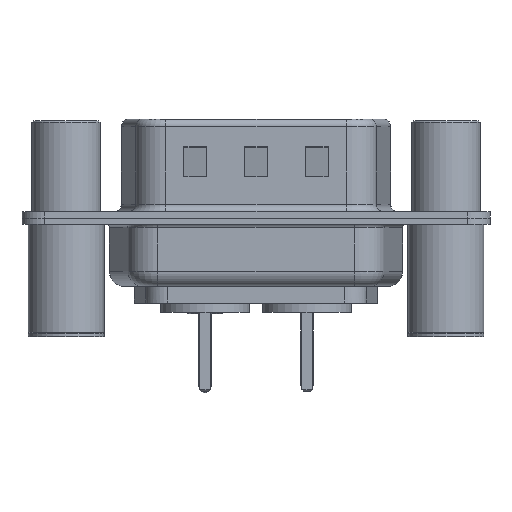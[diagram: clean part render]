
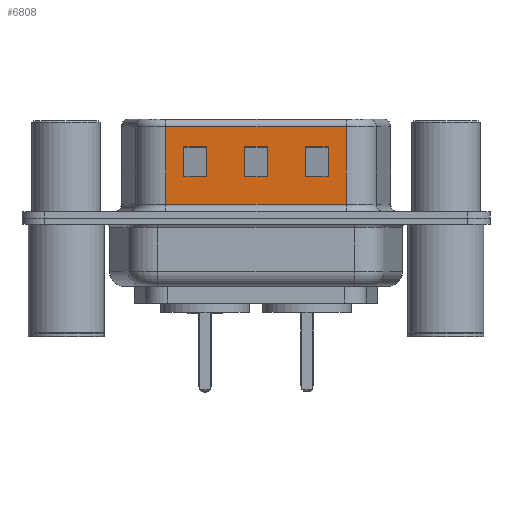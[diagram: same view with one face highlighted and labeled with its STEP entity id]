
A CAD part, front view. The second image highlights one B-rep face of the part: STEP entity #6808.
In plain terms, the highlighted planar face has unit normal (0, -1, 0).
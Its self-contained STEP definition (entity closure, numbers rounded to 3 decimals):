
#86 = DIRECTION ( 'NONE',  ( 0., 0., -1. ) ) ;
#155 = VECTOR ( 'NONE', #11450, 1000. ) ;
#192 = VECTOR ( 'NONE', #13614, 1000. ) ;
#279 = VECTOR ( 'NONE', #8599, 1000. ) ;
#353 = EDGE_LOOP ( 'NONE', ( #5965, #18063, #11352, #6112 ) ) ;
#490 = EDGE_CURVE ( 'NONE', #13816, #3742, #4716, .T. ) ;
#597 = CARTESIAN_POINT ( 'NONE',  ( 17.25, -4.58, 6.52 ) ) ;
#642 = VERTEX_POINT ( 'NONE', #19334 ) ;
#742 = AXIS2_PLACEMENT_3D ( 'NONE', #4331, #16761, #7506 ) ;
#766 = CARTESIAN_POINT ( 'NONE',  ( 9.25, -4.58, 6.52 ) ) ;
#983 = VERTEX_POINT ( 'NONE', #6641 ) ;
#1064 = CARTESIAN_POINT ( 'NONE',  ( 11.75, -4.58, 4.705 ) ) ;
#1164 = CARTESIAN_POINT ( 'NONE',  ( 11.75, -4.58, 2.705 ) ) ;
#1231 = CARTESIAN_POINT ( 'NONE',  ( 6.55, -4.58, 6.52 ) ) ;
#1532 = ORIENTED_EDGE ( 'NONE', *, *, #5165, .T. ) ;
#1665 = CARTESIAN_POINT ( 'NONE',  ( 18.45, -4.58, 6.52 ) ) ;
#2014 = EDGE_LOOP ( 'NONE', ( #5860, #9714, #19448, #15322 ) ) ;
#2071 = EDGE_CURVE ( 'NONE', #13287, #8374, #8521, .T. ) ;
#2184 = CARTESIAN_POINT ( 'NONE',  ( 18.45, -4.58, 0.9 ) ) ;
#2889 = LINE ( 'NONE', #14308, #10655 ) ;
#3148 = DIRECTION ( 'NONE',  ( 0., 0., 1. ) ) ;
#3323 = LINE ( 'NONE', #7764, #19308 ) ;
#3476 = LINE ( 'NONE', #1231, #19456 ) ;
#3511 = EDGE_CURVE ( 'NONE', #14714, #642, #19627, .T. ) ;
#3655 = EDGE_LOOP ( 'NONE', ( #3781, #18954, #9611, #9164 ) ) ;
#3742 = VERTEX_POINT ( 'NONE', #1164 ) ;
#3781 = ORIENTED_EDGE ( 'NONE', *, *, #19862, .T. ) ;
#4322 = FACE_BOUND ( 'NONE', #3655, .T. ) ;
#4331 = CARTESIAN_POINT ( 'NONE',  ( 18.45, -4.58, 6.52 ) ) ;
#4372 = LINE ( 'NONE', #597, #155 ) ;
#4716 = LINE ( 'NONE', #15591, #17018 ) ;
#4774 = EDGE_CURVE ( 'NONE', #13965, #9874, #16019, .T. ) ;
#4905 = EDGE_CURVE ( 'NONE', #983, #13965, #14581, .T. ) ;
#5031 = VECTOR ( 'NONE', #11562, 1000. ) ;
#5165 = EDGE_CURVE ( 'NONE', #642, #13287, #2889, .T. ) ;
#5314 = CARTESIAN_POINT ( 'NONE',  ( 13.25, -4.58, 4.705 ) ) ;
#5355 = FACE_BOUND ( 'NONE', #353, .T. ) ;
#5860 = ORIENTED_EDGE ( 'NONE', *, *, #7903, .F. ) ;
#5962 = VERTEX_POINT ( 'NONE', #10390 ) ;
#5965 = ORIENTED_EDGE ( 'NONE', *, *, #13486, .T. ) ;
#6099 = DIRECTION ( 'NONE',  ( -1., 0., 0. ) ) ;
#6112 = ORIENTED_EDGE ( 'NONE', *, *, #6327, .T. ) ;
#6312 = CARTESIAN_POINT ( 'NONE',  ( 15.75, -4.58, 6.52 ) ) ;
#6327 = EDGE_CURVE ( 'NONE', #3742, #16016, #3323, .T. ) ;
#6337 = CARTESIAN_POINT ( 'NONE',  ( 13.25, -4.58, 6.52 ) ) ;
#6366 = VERTEX_POINT ( 'NONE', #12516 ) ;
#6487 = VECTOR ( 'NONE', #86, 1000. ) ;
#6641 = CARTESIAN_POINT ( 'NONE',  ( 17.25, -4.58, 2.705 ) ) ;
#6792 = CARTESIAN_POINT ( 'NONE',  ( 6.55, -4.58, 6.02 ) ) ;
#6808 = ADVANCED_FACE ( 'NONE', ( #16193, #4322, #5355, #7922 ), #13675, .F. ) ;
#6823 = DIRECTION ( 'NONE',  ( 0., 0., 1. ) ) ;
#6896 = LINE ( 'NONE', #7193, #18678 ) ;
#7068 = DIRECTION ( 'NONE',  ( -1., 0., 0. ) ) ;
#7193 = CARTESIAN_POINT ( 'NONE',  ( 14.45, -4.58, 2.705 ) ) ;
#7408 = VECTOR ( 'NONE', #7820, 1000. ) ;
#7506 = DIRECTION ( 'NONE',  ( 0., 0., 1. ) ) ;
#7764 = CARTESIAN_POINT ( 'NONE',  ( 11.75, -4.58, 6.52 ) ) ;
#7820 = DIRECTION ( 'NONE',  ( 0., 0., -1. ) ) ;
#7903 = EDGE_CURVE ( 'NONE', #5962, #11062, #10562, .T. ) ;
#7922 = FACE_OUTER_BOUND ( 'NONE', #2014, .T. ) ;
#8197 = CARTESIAN_POINT ( 'NONE',  ( 7.75, -4.58, 6.52 ) ) ;
#8374 = VERTEX_POINT ( 'NONE', #13600 ) ;
#8490 = VERTEX_POINT ( 'NONE', #9307 ) ;
#8521 = LINE ( 'NONE', #766, #192 ) ;
#8599 = DIRECTION ( 'NONE',  ( 1., 0., 0. ) ) ;
#8945 = DIRECTION ( 'NONE',  ( -1., 0., 0. ) ) ;
#9050 = EDGE_CURVE ( 'NONE', #8490, #11062, #11750, .T. ) ;
#9109 = LINE ( 'NONE', #10030, #5031 ) ;
#9164 = ORIENTED_EDGE ( 'NONE', *, *, #15039, .T. ) ;
#9165 = DIRECTION ( 'NONE',  ( 0., 0., 1. ) ) ;
#9307 = CARTESIAN_POINT ( 'NONE',  ( 6.55, -4.58, 0.9 ) ) ;
#9611 = ORIENTED_EDGE ( 'NONE', *, *, #4774, .T. ) ;
#9671 = DIRECTION ( 'NONE',  ( 1., 0., 0. ) ) ;
#9714 = ORIENTED_EDGE ( 'NONE', *, *, #12204, .T. ) ;
#9874 = VERTEX_POINT ( 'NONE', #18008 ) ;
#9953 = VECTOR ( 'NONE', #6099, 1000. ) ;
#10030 = CARTESIAN_POINT ( 'NONE',  ( 18.45, -4.58, 4.705 ) ) ;
#10390 = CARTESIAN_POINT ( 'NONE',  ( 18.45, -4.58, 6.02 ) ) ;
#10562 = LINE ( 'NONE', #1665, #6487 ) ;
#10596 = VECTOR ( 'NONE', #8945, 1000. ) ;
#10655 = VECTOR ( 'NONE', #9671, 1000. ) ;
#11062 = VERTEX_POINT ( 'NONE', #2184 ) ;
#11068 = LINE ( 'NONE', #19648, #10596 ) ;
#11094 = DIRECTION ( 'NONE',  ( 1., 0., 0. ) ) ;
#11352 = ORIENTED_EDGE ( 'NONE', *, *, #490, .T. ) ;
#11450 = DIRECTION ( 'NONE',  ( 0., 0., -1. ) ) ;
#11562 = DIRECTION ( 'NONE',  ( 1., 0., 0. ) ) ;
#11750 = LINE ( 'NONE', #17318, #15906 ) ;
#12204 = EDGE_CURVE ( 'NONE', #5962, #17038, #11068, .T. ) ;
#12348 = VECTOR ( 'NONE', #6823, 1000. ) ;
#12377 = CARTESIAN_POINT ( 'NONE',  ( 7.75, -4.58, 2.705 ) ) ;
#12516 = CARTESIAN_POINT ( 'NONE',  ( 17.25, -4.58, 4.705 ) ) ;
#13287 = VERTEX_POINT ( 'NONE', #17322 ) ;
#13486 = EDGE_CURVE ( 'NONE', #16016, #17963, #9109, .T. ) ;
#13600 = CARTESIAN_POINT ( 'NONE',  ( 9.25, -4.58, 2.705 ) ) ;
#13614 = DIRECTION ( 'NONE',  ( 0., 0., -1. ) ) ;
#13675 = PLANE ( 'NONE',  #742 ) ;
#13816 = VERTEX_POINT ( 'NONE', #16900 ) ;
#13902 = EDGE_CURVE ( 'NONE', #17963, #13816, #19708, .T. ) ;
#13965 = VERTEX_POINT ( 'NONE', #15700 ) ;
#14138 = ORIENTED_EDGE ( 'NONE', *, *, #16504, .T. ) ;
#14205 = EDGE_CURVE ( 'NONE', #17038, #8490, #3476, .T. ) ;
#14308 = CARTESIAN_POINT ( 'NONE',  ( 14.45, -4.58, 4.705 ) ) ;
#14581 = LINE ( 'NONE', #15325, #9953 ) ;
#14714 = VERTEX_POINT ( 'NONE', #12377 ) ;
#15039 = EDGE_CURVE ( 'NONE', #9874, #6366, #16821, .T. ) ;
#15322 = ORIENTED_EDGE ( 'NONE', *, *, #9050, .T. ) ;
#15325 = CARTESIAN_POINT ( 'NONE',  ( 22.45, -4.58, 2.705 ) ) ;
#15563 = VECTOR ( 'NONE', #9165, 1000. ) ;
#15591 = CARTESIAN_POINT ( 'NONE',  ( 18.45, -4.58, 2.705 ) ) ;
#15700 = CARTESIAN_POINT ( 'NONE',  ( 15.75, -4.58, 2.705 ) ) ;
#15906 = VECTOR ( 'NONE', #11094, 1000. ) ;
#16016 = VERTEX_POINT ( 'NONE', #1064 ) ;
#16019 = LINE ( 'NONE', #6312, #12348 ) ;
#16193 = FACE_BOUND ( 'NONE', #19010, .T. ) ;
#16504 = EDGE_CURVE ( 'NONE', #8374, #14714, #6896, .T. ) ;
#16747 = DIRECTION ( 'NONE',  ( 0., 0., -1. ) ) ;
#16761 = DIRECTION ( 'NONE',  ( 0., 1., 0. ) ) ;
#16821 = LINE ( 'NONE', #17833, #279 ) ;
#16900 = CARTESIAN_POINT ( 'NONE',  ( 13.25, -4.58, 2.705 ) ) ;
#17018 = VECTOR ( 'NONE', #17759, 1000. ) ;
#17038 = VERTEX_POINT ( 'NONE', #6792 ) ;
#17214 = ORIENTED_EDGE ( 'NONE', *, *, #3511, .T. ) ;
#17318 = CARTESIAN_POINT ( 'NONE',  ( 18.45, -4.58, 0.9 ) ) ;
#17322 = CARTESIAN_POINT ( 'NONE',  ( 9.25, -4.58, 4.705 ) ) ;
#17759 = DIRECTION ( 'NONE',  ( -1., 0., 0. ) ) ;
#17833 = CARTESIAN_POINT ( 'NONE',  ( 22.45, -4.58, 4.705 ) ) ;
#17963 = VERTEX_POINT ( 'NONE', #5314 ) ;
#18008 = CARTESIAN_POINT ( 'NONE',  ( 15.75, -4.58, 4.705 ) ) ;
#18063 = ORIENTED_EDGE ( 'NONE', *, *, #13902, .T. ) ;
#18678 = VECTOR ( 'NONE', #7068, 1000. ) ;
#18954 = ORIENTED_EDGE ( 'NONE', *, *, #4905, .T. ) ;
#19010 = EDGE_LOOP ( 'NONE', ( #19849, #14138, #17214, #1532 ) ) ;
#19308 = VECTOR ( 'NONE', #3148, 1000. ) ;
#19334 = CARTESIAN_POINT ( 'NONE',  ( 7.75, -4.58, 4.705 ) ) ;
#19448 = ORIENTED_EDGE ( 'NONE', *, *, #14205, .T. ) ;
#19456 = VECTOR ( 'NONE', #16747, 1000. ) ;
#19627 = LINE ( 'NONE', #8197, #15563 ) ;
#19648 = CARTESIAN_POINT ( 'NONE',  ( 18.45, -4.58, 6.02 ) ) ;
#19708 = LINE ( 'NONE', #6337, #7408 ) ;
#19849 = ORIENTED_EDGE ( 'NONE', *, *, #2071, .T. ) ;
#19862 = EDGE_CURVE ( 'NONE', #6366, #983, #4372, .T. ) ;
